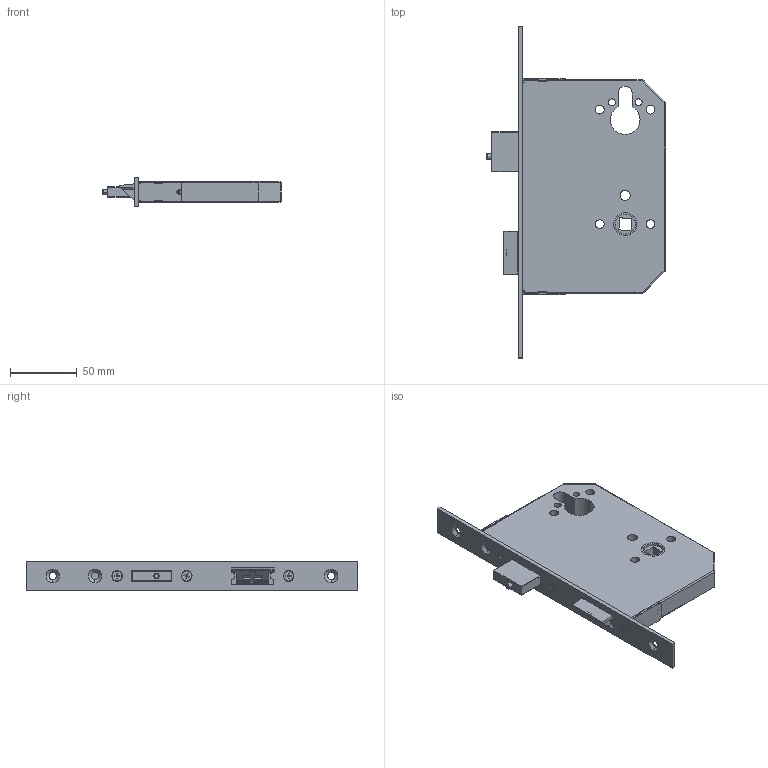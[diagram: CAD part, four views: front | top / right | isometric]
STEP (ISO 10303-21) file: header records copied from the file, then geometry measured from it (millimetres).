
FILE_DESCRIPTION (( 'STEP AP203' ), '1' );
FILE_NAME ('CASA 30104-ZF, Dornmass 80, Stulp 22 RENO.STEP', '2025-01-08T11:50:40', ( '' ), ( '' ), 'SwSTEP 2.0', 'SolidWorks 2023', '' );
FILE_SCHEMA (( 'CONFIG_CONTROL_DESIGN' ));
Length unit declared in the file: millimetre
Products named in the file (5): D001433624-000_D001433624-022; D001313547-000; D001127682-000_D001127682-001; CASA 30104-ZF, Dornmass 80, Stulp 22 RENO; D001345066-000_D001345066-086
Assembly tree (7 placements, depth 2):
  CASA 30104-ZF, Dornmass 80, Stulp 22 RENO
    D001345066-000_D001345066-086
    D001127682-000_D001127682-001  x3
    D001313547-000  x2
    D001433624-000_D001433624-022
Bounding box: 133.5 x 248 x 22 mm (x, y, z)
Volume: 269247.3 mm3; surface area: 63765.4 mm2
Topology: 15 solids, 15 shells, 493 faces, 1201 edges, 749 vertices
Faces by surface type: plane 265, cylinder 170, cone 24, torus 22, sphere 12
Entity records: 10331 total; most frequent: CARTESIAN_POINT 1779, DIRECTION 1728, ORIENTED_EDGE 1596, EDGE_CURVE 798, AXIS2_PLACEMENT_3D 614, VERTEX_POINT 505, VECTOR 500, LINE 500
